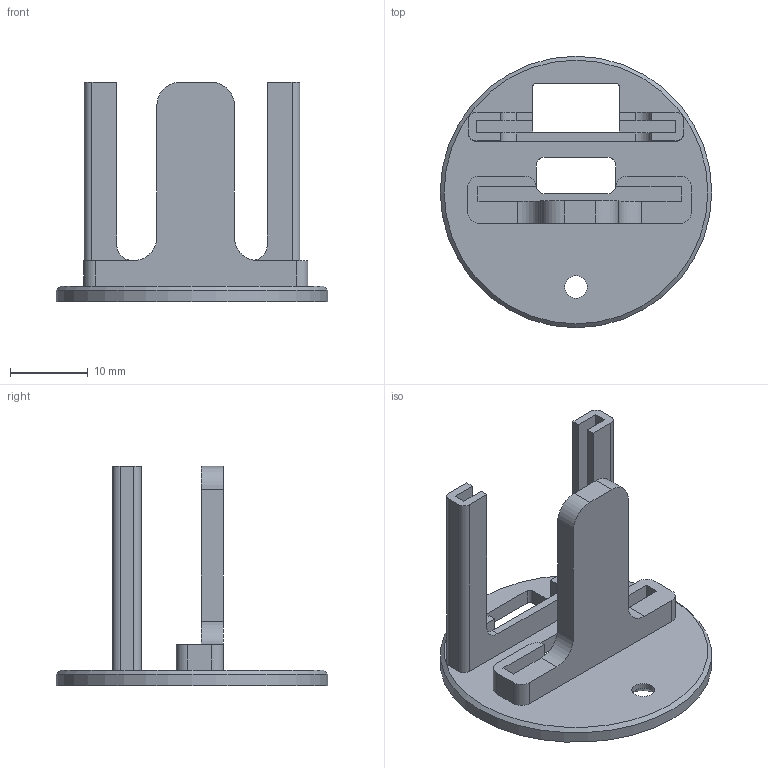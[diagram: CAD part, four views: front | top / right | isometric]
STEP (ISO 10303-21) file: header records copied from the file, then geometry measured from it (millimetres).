
FILE_DESCRIPTION(/* description */ (''),/* implementation_level */ '2;1');
FILE_NAME(/* name */ 'base v2.step',/* time_stamp */ '2025-07-06T23:07:47+02:00',/* author */ (''),/* organization */ (''),/* preprocessor_version */ 'ST-DEVELOPER v20.1',/* originating_system */ 'Autodesk Translation Framework v14.10.0.0',/* authorisation */ '');
FILE_SCHEMA (('AUTOMOTIVE_DESIGN { 1 0 10303 214 3 1 1 }'));
Length unit declared in the file: millimetre
Products named in the file (1): base
Bounding box: 35 x 35 x 28.32 mm (x, y, z)
Volume: 3280.2 mm3; surface area: 4223.1 mm2
Topology: 1 solids, 1 shells, 77 faces, 218 edges, 144 vertices
Faces by surface type: plane 47, cylinder 28, cone 2
Full cylindrical faces by diameter (mm): 2.9 x1, 35 x1
Entity records: 2543 total; most frequent: CARTESIAN_POINT 440, ORIENTED_EDGE 436, DIRECTION 432, EDGE_CURVE 218, LINE 160, VECTOR 160, VERTEX_POINT 144, AXIS2_PLACEMENT_3D 136
